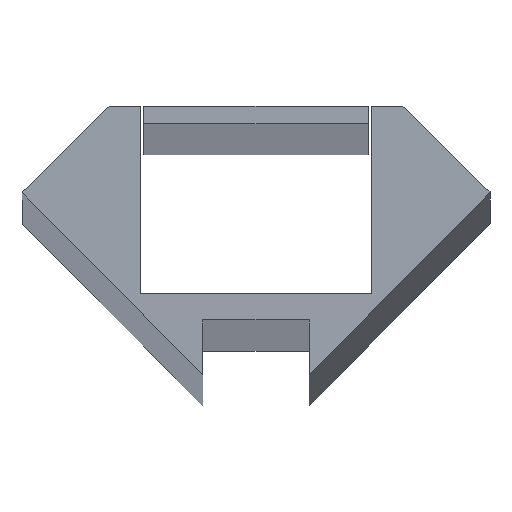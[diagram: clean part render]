
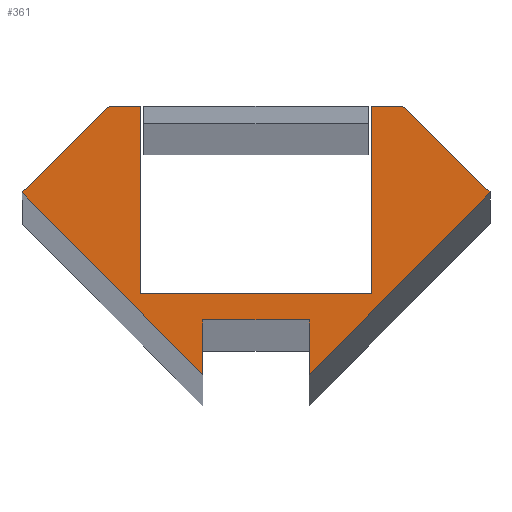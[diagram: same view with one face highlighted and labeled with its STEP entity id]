
A CAD part, top view. The second image highlights one B-rep face of the part: STEP entity #361.
In plain terms, the highlighted planar face has unit normal (0, 0, 1).
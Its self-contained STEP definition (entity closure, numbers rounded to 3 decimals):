
#29=FACE_OUTER_BOUND('',#49,.T.);
#49=EDGE_LOOP('',(#281,#282,#283,#284,#285,#286,#287,#288,#289,#290,#291,
#292));
#59=LINE('',#502,#107);
#63=LINE('',#509,#111);
#66=LINE('',#515,#114);
#69=LINE('',#521,#117);
#72=LINE('',#527,#120);
#74=LINE('',#532,#122);
#77=LINE('',#538,#125);
#80=LINE('',#544,#128);
#83=LINE('',#550,#131);
#86=LINE('',#556,#134);
#89=LINE('',#562,#137);
#92=LINE('',#566,#140);
#107=VECTOR('',#410,10.);
#111=VECTOR('',#416,10.);
#114=VECTOR('',#421,10.);
#117=VECTOR('',#426,10.);
#120=VECTOR('',#431,10.);
#122=VECTOR('',#435,10.);
#125=VECTOR('',#440,10.);
#128=VECTOR('',#445,10.);
#131=VECTOR('',#450,10.);
#134=VECTOR('',#455,10.);
#137=VECTOR('',#460,10.);
#140=VECTOR('',#465,10.);
#155=VERTEX_POINT('',#499);
#156=VERTEX_POINT('',#501);
#158=VERTEX_POINT('',#507);
#160=VERTEX_POINT('',#513);
#162=VERTEX_POINT('',#519);
#164=VERTEX_POINT('',#525);
#166=VERTEX_POINT('',#531);
#168=VERTEX_POINT('',#537);
#170=VERTEX_POINT('',#543);
#172=VERTEX_POINT('',#549);
#174=VERTEX_POINT('',#555);
#176=VERTEX_POINT('',#561);
#187=EDGE_CURVE('',#155,#156,#59,.T.);
#191=EDGE_CURVE('',#158,#155,#63,.T.);
#194=EDGE_CURVE('',#160,#158,#66,.T.);
#197=EDGE_CURVE('',#162,#160,#69,.T.);
#200=EDGE_CURVE('',#164,#162,#72,.T.);
#202=EDGE_CURVE('',#166,#156,#74,.T.);
#205=EDGE_CURVE('',#168,#166,#77,.T.);
#208=EDGE_CURVE('',#170,#168,#80,.T.);
#211=EDGE_CURVE('',#172,#170,#83,.T.);
#214=EDGE_CURVE('',#174,#172,#86,.T.);
#217=EDGE_CURVE('',#176,#174,#89,.T.);
#220=EDGE_CURVE('',#176,#164,#92,.T.);
#281=ORIENTED_EDGE('',*,*,#220,.F.);
#282=ORIENTED_EDGE('',*,*,#217,.T.);
#283=ORIENTED_EDGE('',*,*,#214,.T.);
#284=ORIENTED_EDGE('',*,*,#211,.T.);
#285=ORIENTED_EDGE('',*,*,#208,.T.);
#286=ORIENTED_EDGE('',*,*,#205,.T.);
#287=ORIENTED_EDGE('',*,*,#202,.T.);
#288=ORIENTED_EDGE('',*,*,#187,.F.);
#289=ORIENTED_EDGE('',*,*,#191,.F.);
#290=ORIENTED_EDGE('',*,*,#194,.F.);
#291=ORIENTED_EDGE('',*,*,#197,.F.);
#292=ORIENTED_EDGE('',*,*,#200,.F.);
#341=PLANE('',#396);
#361=ADVANCED_FACE('',(#29),#341,.T.);
#396=AXIS2_PLACEMENT_3D('',#567,#466,#467);
#410=DIRECTION('',(0.,1.,0.));
#416=DIRECTION('',(-0.702,-0.712,0.));
#421=DIRECTION('',(0.712,-0.702,0.));
#426=DIRECTION('',(1.,0.,0.));
#431=DIRECTION('',(0.,1.,0.));
#435=DIRECTION('',(1.,0.,0.));
#440=DIRECTION('',(0.,1.,0.));
#445=DIRECTION('',(0.702,-0.712,0.));
#450=DIRECTION('',(-0.712,-0.702,0.));
#455=DIRECTION('',(-1.,0.,0.));
#460=DIRECTION('',(0.,1.,0.));
#465=DIRECTION('',(1.,0.,0.));
#466=DIRECTION('center_axis',(0.,0.,1.));
#467=DIRECTION('ref_axis',(1.,0.,0.));
#499=CARTESIAN_POINT('',(3.,-3.08,1000.));
#501=CARTESIAN_POINT('',(3.,0.,1000.));
#502=CARTESIAN_POINT('',(3.,-3.08,1000.));
#507=CARTESIAN_POINT('',(13.125,7.179,1000.));
#509=CARTESIAN_POINT('',(13.125,7.179,1000.));
#513=CARTESIAN_POINT('',(8.24,12.,1000.));
#515=CARTESIAN_POINT('',(8.24,12.,1000.));
#519=CARTESIAN_POINT('',(6.5,12.,1000.));
#521=CARTESIAN_POINT('',(6.5,12.,1000.));
#525=CARTESIAN_POINT('',(6.5,1.5,1000.));
#527=CARTESIAN_POINT('',(6.5,1.5,1000.));
#531=CARTESIAN_POINT('',(-3.,0.,1000.));
#532=CARTESIAN_POINT('',(-3.,0.,1000.));
#537=CARTESIAN_POINT('',(-3.,-3.08,1000.));
#538=CARTESIAN_POINT('',(-3.,-3.08,1000.));
#543=CARTESIAN_POINT('',(-13.125,7.179,1000.));
#544=CARTESIAN_POINT('',(-13.125,7.179,1000.));
#549=CARTESIAN_POINT('',(-8.24,12.,1000.));
#550=CARTESIAN_POINT('',(-8.24,12.,1000.));
#555=CARTESIAN_POINT('',(-6.5,12.,1000.));
#556=CARTESIAN_POINT('',(-6.5,12.,1000.));
#561=CARTESIAN_POINT('',(-6.5,1.5,1000.));
#562=CARTESIAN_POINT('',(-6.5,1.5,1000.));
#566=CARTESIAN_POINT('',(0.,1.5,1000.));
#567=CARTESIAN_POINT('Origin',(-6.563,4.46,1000.));
